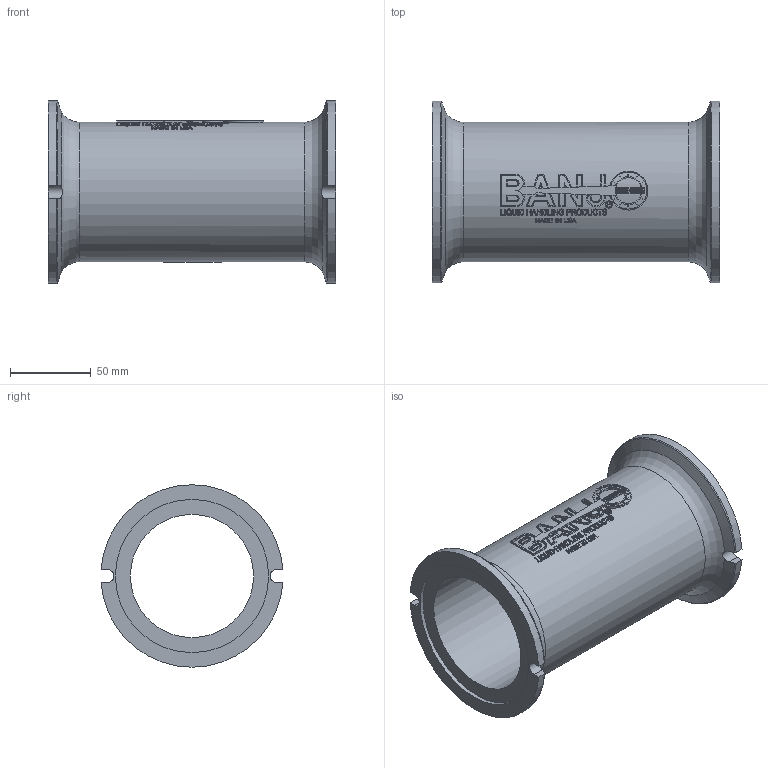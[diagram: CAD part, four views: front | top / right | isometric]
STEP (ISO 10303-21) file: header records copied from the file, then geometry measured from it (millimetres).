
FILE_DESCRIPTION((''),'2;1');
FILE_NAME('M300CPG7.stp','2012-04-12T08:26:52',('mclevenger'),(''),'Autodesk Inventor 2012','Autodesk Inventor 2012','');
FILE_SCHEMA(('AUTOMOTIVE_DESIGN { 1 0 10303 214 1 1 1 1 }'));
Length unit declared in the file: inch
Products named in the file (1): M300CPG7
Bounding box: 177.8 x 112.5 x 112.78 mm (x, y, z)
Volume: 289108.9 mm3; surface area: 111016.6 mm2
Topology: 43 solids, 44 shells, 830 faces, 2180 edges, 1450 vertices
Faces by surface type: plane 412, bspline 264, cylinder 144, torus 6, cone 4
Full cylindrical faces by diameter (mm): 76.2 x1, 86.36 x1, 94.742 x2
Entity records: 90159 total; most frequent: CARTESIAN_POINT 71969, ORIENTED_EDGE 4344, DIRECTION 2685, EDGE_CURVE 2172, VERTEX_POINT 1448, VECTOR 1213, LINE 1213, EDGE_LOOP 902
